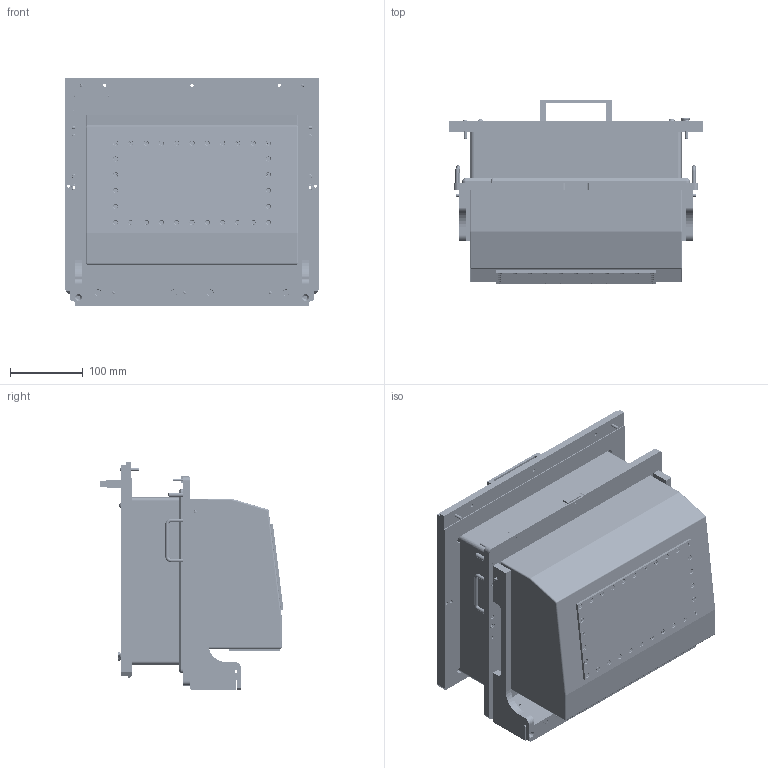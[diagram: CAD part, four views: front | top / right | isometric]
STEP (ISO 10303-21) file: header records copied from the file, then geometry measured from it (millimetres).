
FILE_DESCRIPTION (( 'STEP AP214' ), '1' );
FILE_NAME ('INGUN_154112.STEP', '2022-02-14T10:34:04', ( '' ), ( '' ), 'SwSTEP 2.0', 'SolidWorks 2018', '' );
FILE_SCHEMA (( 'AUTOMOTIVE_DESIGN' ));
Length unit declared in the file: millimetre
Products named in the file (59): 112374~4_KUNDE<Standard>; 3917~3_M 3 A; DIN7979~n_04,0m6x020M3; ISO7380~n_M04,0x010; 32293~0_S; DIN912~n_M04,0x016; KS-113-Master~-k-s_KS-113 23; 1598~0; 112517~0_S; 35419~0; Gewindebuchse~n_M05-09,5 offen; ISO7380~n_M03,0x008; 110222~0_S; 112521~0_S; Gewindebuchse~n_M04-04,5 offen; DIN6325~n_04,0m6x014; 48213~0_S; 112015~0; 32898~0_S; ISO7380~n_M04,0x012; 112517~0; DIN7991~n_M04,0x016; 2196~6; DIN6325~n_03,0m6x024; Gewindebuchse~n_M05-03,9 offen; 112578~0_S; DIN7991~n_M04,0x008 VA; 44193~3_S; DIN6325~n_06,0m6x030; 2229~6; DIN7991~n_M04,0x010; 2528~0; 1607~1; 112013~0_KUNDE1<S>; 112169~3_KUNDE<S>; 43627~0_Hub 20,8mm<Standard>; 112532~0_S; 112014~0_S; GKS-114-0015~-g-k-s_Hub = 08,0 <S>; ISO7380~n_M04,0x008 ...
Assembly tree (174 placements, depth 4):
  INGUN_154112
    112012~0_KUNDE<S>
      112037~3_S
      112169~3_KUNDE<S>
      112484~1
      1607~1
      41369~1_S  x4
      5015~0
      48213~0_S
      ISO7380~n_M03,0x008  x2
      DIN912~n_M04,0x016  x2
      DIN7979~n_04,0m6x020M3  x2
      ISO7380~n_M04,0x012  x4
      DIN7991~n_M03,0x006
      ISO7380~n_M04,0x006  x3
      ISO7380~n_M04,0x010  x4
      110222~0_S
      ISO7380~n_M04,0x008
    112013~0_KUNDE1<S>
      112374~4_KUNDE<Standard>
      112578~0_S  x2
      112517~0_S
        112517~0
        Gewindebuchse~n_M05-03,9 offen  x2
      112014~0_S
        112015~0
        32898~0_S
        112532~0_S
        32900~0_S
        112531~0_S
        32902~1_S  x2
        32903~1_S  x2
        DIN7991~n_M03,0x008 VA  x60
      112521~0_S
        112521~0_S
        Gewindebuchse~n_M04-04,5 offen  x4
      2196~6  x2
      2229~6  x2
      35419~0  x4
      43627~0_Hub 20,8mm<Standard>  x4
      Gewindebuchse~n_M05-09,5 offen  x2
      32293~0_S
      1598~0  x2
      41899~3_flexiebel <S>
        KS-113-Master~-k-s_KS-113 23
        GKS-114-0015~-g-k-s_Hub = 08,0 <S>
        53731~0
        3917~3_M 3 A
      2528~0  x4
      DIN912~n_M04,0x016  x4
      DIN912~n_M03,0x012  x4
      DIN7991~n_M03,0x008 VA
      DIN6325~n_04,0m6x014  x2
      DIN6325~n_06,0m6x030
      DIN6325~n_03,0m6x016
      DIN6325~n_03,0m6x024
      DIN7991~n_M04,0x010
      ISO7380~n_M04,0x010  x2
      DIN7991~n_M04,0x016  x3
    44193~3_S
Bounding box: 350 x 251.57 x 313 mm (x, y, z)
Volume: 3902250.9 mm3; surface area: 1709372.2 mm2
Topology: 171 solids, 171 shells, 6354 faces, 15575 edges, 9913 vertices
Faces by surface type: cylinder 3493, plane 1863, cone 816, torus 120, sphere 54, bspline 8
Entity records: 96398 total; most frequent: CARTESIAN_POINT 16889, DIRECTION 16072, ORIENTED_EDGE 13496, EDGE_CURVE 6748, AXIS2_PLACEMENT_3D 6383, VERTEX_POINT 4354, EDGE_LOOP 3730, CIRCLE 3422
